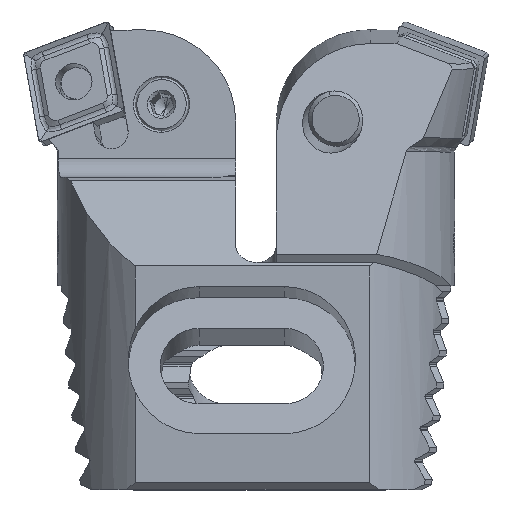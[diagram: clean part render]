
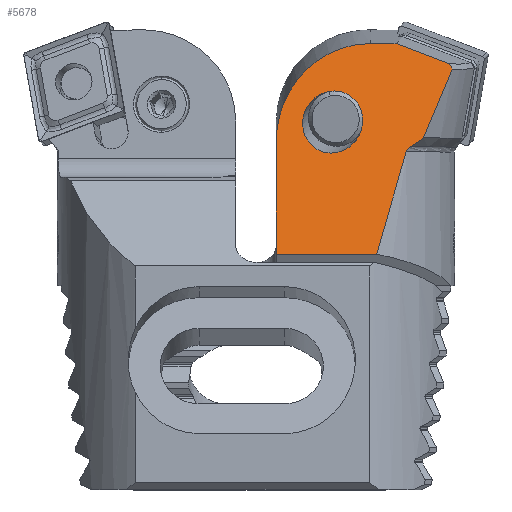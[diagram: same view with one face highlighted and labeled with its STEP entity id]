
A CAD part, top view. The second image highlights one B-rep face of the part: STEP entity #5678.
In plain terms, the highlighted face is planar.
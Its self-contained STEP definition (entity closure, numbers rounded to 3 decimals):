
#655 = CARTESIAN_POINT ( 'NONE',  ( 29.9, -16.74, -17.756 ) ) ;
#719 = CARTESIAN_POINT ( 'NONE',  ( 21.738, -9.572, -15.835 ) ) ;
#732 = CARTESIAN_POINT ( 'NONE',  ( 13.276, -9.572, -15.835 ) ) ;
#741 = CARTESIAN_POINT ( 'NONE',  ( 22.153, -18.326, -18.181 ) ) ;
#779 = CARTESIAN_POINT ( 'NONE',  ( 13.691, -18.326, -18.181 ) ) ;
#781 = CARTESIAN_POINT ( 'NONE',  ( 15.75, -32.579, -22. ) ) ;
#875 = ORIENTED_EDGE ( 'NONE', *, *, #1888, .T. ) ;
#877 = VERTEX_POINT ( 'NONE', #655 ) ;
#963 = PLANE ( 'NONE',  #7475 ) ;
#964 = LINE ( 'NONE', #9654, #5312 ) ;
#1055 = EDGE_CURVE ( 'NONE', #4024, #877, #3800, .T. ) ;
#1161 = DIRECTION ( 'NONE',  ( -1., 0., 0. ) ) ;
#1190 = EDGE_CURVE ( 'NONE', #9808, #9459, #9632, .T. ) ;
#1242 = CARTESIAN_POINT ( 'NONE',  ( 15.75, -32.579, -22. ) ) ;
#1251 = ORIENTED_EDGE ( 'NONE', *, *, #3789, .T. ) ;
#1375 = ORIENTED_EDGE ( 'NONE', *, *, #6833, .T. ) ;
#1440 = CARTESIAN_POINT ( 'NONE',  ( 10.396, -17.044, -17.838 ) ) ;
#1466 = VERTEX_POINT ( 'NONE', #3858 ) ;
#1726 = CARTESIAN_POINT ( 'NONE',  ( 5.528, -5.754, -14.812 ) ) ;
#1888 = EDGE_CURVE ( 'NONE', #9958, #6750, #10304, .T. ) ;
#1911 = VERTEX_POINT ( 'NONE', #1242 ) ;
#1958 = VECTOR ( 'NONE', #1161, 1000. ) ;
#1993 = CARTESIAN_POINT ( 'NONE',  ( 65., -2.884, -14.043 ) ) ;
#2036 = EDGE_LOOP ( 'NONE', ( #875, #2296, #4190, #3671, #1251, #7297, #7783, #9233, #3172, #1375 ) ) ;
#2172 = ORIENTED_EDGE ( 'NONE', *, *, #4072, .F. ) ;
#2174 = CARTESIAN_POINT ( 'NONE',  ( 5.089, -6.477, -15.006 ) ) ;
#2296 = ORIENTED_EDGE ( 'NONE', *, *, #9475, .T. ) ;
#2757 = EDGE_CURVE ( 'NONE', #4823, #4038, #10071, .T. ) ;
#3028 = CARTESIAN_POINT ( 'NONE',  ( 5.528, -5.754, -14.812 ) ) ;
#3172 = ORIENTED_EDGE ( 'NONE', *, *, #2757, .T. ) ;
#3253 = CARTESIAN_POINT ( 'NONE',  ( 11.579, -18.164, -18.138 ) ) ;
#3332 = CARTESIAN_POINT ( 'NONE',  ( 21.738, -9.572, -15.835 ) ) ;
#3411 = DIRECTION ( 'NONE',  ( 0., -0.259, 0.966 ) ) ;
#3671 = ORIENTED_EDGE ( 'NONE', *, *, #5797, .F. ) ;
#3789 = EDGE_CURVE ( 'NONE', #5048, #877, #8893, .T. ) ;
#3800 = LINE ( 'NONE', #8132, #10355 ) ;
#3858 = CARTESIAN_POINT ( 'NONE',  ( 22.153, -18.326, -18.181 ) ) ;
#3908 = CARTESIAN_POINT ( 'NONE',  ( 9.143, -16.197, -17.611 ) ) ;
#3957 = B_SPLINE_CURVE_WITH_KNOTS ( 'NONE', 3,
 ( #5003, #9923, #6654, #1726 ),
 .UNSPECIFIED., .F., .F.,
 ( 4, 4 ),
 ( 0., 1. ),
 .UNSPECIFIED. ) ;
#4024 = VERTEX_POINT ( 'NONE', #6488 ) ;
#4038 = VERTEX_POINT ( 'NONE', #6102 ) ;
#4072 = EDGE_CURVE ( 'NONE', #4139, #1466, #7095, .T. ) ;
#4128 = LINE ( 'NONE', #1993, #1958 ) ;
#4139 = VERTEX_POINT ( 'NONE', #3332 ) ;
#4190 = ORIENTED_EDGE ( 'NONE', *, *, #1190, .T. ) ;
#4195 = EDGE_CURVE ( 'NONE', #1466, #4139, #6157, .T. ) ;
#4260 = CARTESIAN_POINT ( 'NONE',  ( 57.925, 14.334, -9.43 ) ) ;
#4574 =( BOUNDED_CURVE ( )  B_SPLINE_CURVE ( 3, ( #781, #5715, #8195, #3253 ),
 .UNSPECIFIED., .F., .F. ) 
 B_SPLINE_CURVE_WITH_KNOTS ( ( 4, 4 ),
 ( 3.785, 3.992 ),
 .UNSPECIFIED. ) 
 CURVE ( )  GEOMETRIC_REPRESENTATION_ITEM ( )  RATIONAL_B_SPLINE_CURVE ( ( 1., 0.996, 0.996, 1. ) ) 
 REPRESENTATION_ITEM ( '' )  );
#4598 = CARTESIAN_POINT ( 'NONE',  ( 7.773, -13.219, -16.813 ) ) ;
#4675 = DIRECTION ( 'NONE',  ( -1., 0., 0. ) ) ;
#4679 = CARTESIAN_POINT ( 'NONE',  ( 5.089, -6.477, -15.006 ) ) ;
#4716 = CARTESIAN_POINT ( 'NONE',  ( 9.143, -16.197, -17.611 ) ) ;
#4823 = VERTEX_POINT ( 'NONE', #7066 ) ;
#4938 = DIRECTION ( 'NONE',  ( 0.929, 0.356, 0.095 ) ) ;
#4948 = CARTESIAN_POINT ( 'NONE',  ( 16.6, -2.884, -14.043 ) ) ;
#5003 = CARTESIAN_POINT ( 'NONE',  ( 5.089, -6.477, -15.006 ) ) ;
#5048 = VERTEX_POINT ( 'NONE', #4948 ) ;
#5056 = CARTESIAN_POINT ( 'NONE',  ( 65., -2.884, -14.043 ) ) ;
#5167 = FACE_OUTER_BOUND ( 'NONE', #2036, .T. ) ;
#5219 = VECTOR ( 'NONE', #4938, 1000. ) ;
#5291 = CARTESIAN_POINT ( 'NONE',  ( 6.421, -9.978, -15.944 ) ) ;
#5312 = VECTOR ( 'NONE', #4675, 1000. ) ;
#5327 = CARTESIAN_POINT ( 'NONE',  ( 11.03, -17.457, -17.948 ) ) ;
#5461 = CARTESIAN_POINT ( 'NONE',  ( 22.153, -18.326, -18.181 ) ) ;
#5493 = CARTESIAN_POINT ( 'NONE',  ( 30.615, -18.326, -18.181 ) ) ;
#5507 = CARTESIAN_POINT ( 'NONE',  ( 11.16, -17.542, -17.971 ) ) ;
#5550 = CARTESIAN_POINT ( 'NONE',  ( 11.277, -17.643, -17.998 ) ) ;
#5589 = CARTESIAN_POINT ( 'NONE',  ( 11.579, -18.164, -18.138 ) ) ;
#5604 = CARTESIAN_POINT ( 'NONE',  ( 11.544, -18.015, -18.098 ) ) ;
#5625 = CARTESIAN_POINT ( 'NONE',  ( 21.738, -9.572, -15.835 ) ) ;
#5630 = CARTESIAN_POINT ( 'NONE',  ( 11.469, -17.88, -18.061 ) ) ;
#5639 = CARTESIAN_POINT ( 'NONE',  ( 30.201, -9.572, -15.835 ) ) ;
#5678 = ADVANCED_FACE ( 'NONE', ( #9302, #5167 ), #963, .F. ) ;
#5715 = CARTESIAN_POINT ( 'NONE',  ( 14.229, -28.321, -20.859 ) ) ;
#5780 = CARTESIAN_POINT ( 'NONE',  ( 13.014, -2.884, -14.043 ) ) ;
#5797 = EDGE_CURVE ( 'NONE', #5048, #9459, #4128, .T. ) ;
#6102 = CARTESIAN_POINT ( 'NONE',  ( 11.03, -17.457, -17.948 ) ) ;
#6157 =( BOUNDED_CURVE ( )  B_SPLINE_CURVE ( 3, ( #741, #779, #732, #719 ),
 .UNSPECIFIED., .F., .F. ) 
 B_SPLINE_CURVE_WITH_KNOTS ( ( 4, 4 ),
 ( 3.432, 6.573 ),
 .UNSPECIFIED. ) 
 CURVE ( )  GEOMETRIC_REPRESENTATION_ITEM ( )  RATIONAL_B_SPLINE_CURVE ( ( 1., 0.333, 0.333, 1. ) ) 
 REPRESENTATION_ITEM ( '' )  );
#6404 = EDGE_LOOP ( 'NONE', ( #9250, #2172 ) ) ;
#6488 = CARTESIAN_POINT ( 'NONE',  ( 29.9, -32.579, -22. ) ) ;
#6569 = CARTESIAN_POINT ( 'NONE',  ( 9.143, -16.197, -17.611 ) ) ;
#6654 = CARTESIAN_POINT ( 'NONE',  ( 5.382, -5.995, -14.877 ) ) ;
#6750 = VERTEX_POINT ( 'NONE', #2174 ) ;
#6833 = EDGE_CURVE ( 'NONE', #4038, #9958, #7520, .T. ) ;
#7066 = CARTESIAN_POINT ( 'NONE',  ( 11.579, -18.164, -18.138 ) ) ;
#7095 =( BOUNDED_CURVE ( )  B_SPLINE_CURVE ( 3, ( #5625, #5639, #5493, #5461 ),
 .UNSPECIFIED., .F., .F. ) 
 B_SPLINE_CURVE_WITH_KNOTS ( ( 4, 4 ),
 ( 0.29, 3.432 ),
 .UNSPECIFIED. ) 
 CURVE ( )  GEOMETRIC_REPRESENTATION_ITEM ( )  RATIONAL_B_SPLINE_CURVE ( ( 1., 0.333, 0.333, 1. ) ) 
 REPRESENTATION_ITEM ( '' )  );
#7297 = ORIENTED_EDGE ( 'NONE', *, *, #1055, .F. ) ;
#7469 = DIRECTION ( 'NONE',  ( 0., 0.966, 0.259 ) ) ;
#7475 = AXIS2_PLACEMENT_3D ( 'NONE', #5056, #3411, #9200 ) ;
#7520 = B_SPLINE_CURVE_WITH_KNOTS ( 'NONE', 3,
 ( #8831, #1440, #8866, #3908 ),
 .UNSPECIFIED., .F., .F.,
 ( 4, 4 ),
 ( 0.001, 0.003 ),
 .UNSPECIFIED. ) ;
#7783 = ORIENTED_EDGE ( 'NONE', *, *, #8627, .T. ) ;
#8132 = CARTESIAN_POINT ( 'NONE',  ( 29.9, -32.579, -22. ) ) ;
#8195 = CARTESIAN_POINT ( 'NONE',  ( 12.834, -23.499, -19.567 ) ) ;
#8627 = EDGE_CURVE ( 'NONE', #4024, #1911, #964, .T. ) ;
#8831 = CARTESIAN_POINT ( 'NONE',  ( 11.03, -17.457, -17.948 ) ) ;
#8866 = CARTESIAN_POINT ( 'NONE',  ( 9.767, -16.624, -17.725 ) ) ;
#8893 =( BOUNDED_CURVE ( )  B_SPLINE_CURVE ( 3, ( #10212, #10233, #10166, #10154 ),
 .UNSPECIFIED., .F., .T. ) 
 B_SPLINE_CURVE_WITH_KNOTS ( ( 4, 4 ),
 ( 3.142, 4.712 ),
 .UNSPECIFIED. ) 
 CURVE ( )  GEOMETRIC_REPRESENTATION_ITEM ( )  RATIONAL_B_SPLINE_CURVE ( ( 1., 0.805, 0.805, 1. ) ) 
 REPRESENTATION_ITEM ( '' )  );
#9200 = DIRECTION ( 'NONE',  ( 0., -0.966, -0.259 ) ) ;
#9233 = ORIENTED_EDGE ( 'NONE', *, *, #9931, .T. ) ;
#9250 = ORIENTED_EDGE ( 'NONE', *, *, #4195, .F. ) ;
#9302 = FACE_BOUND ( 'NONE', #6404, .T. ) ;
#9459 = VERTEX_POINT ( 'NONE', #5780 ) ;
#9475 = EDGE_CURVE ( 'NONE', #6750, #9808, #3957, .T. ) ;
#9632 = LINE ( 'NONE', #4260, #5219 ) ;
#9654 = CARTESIAN_POINT ( 'NONE',  ( 65., -32.579, -22. ) ) ;
#9808 = VERTEX_POINT ( 'NONE', #3028 ) ;
#9923 = CARTESIAN_POINT ( 'NONE',  ( 5.236, -6.236, -14.941 ) ) ;
#9931 = EDGE_CURVE ( 'NONE', #1911, #4823, #4574, .T. ) ;
#9958 = VERTEX_POINT ( 'NONE', #6569 ) ;
#10071 = B_SPLINE_CURVE_WITH_KNOTS ( 'NONE', 3,
 ( #5589, #5604, #5630, #5550, #5507, #5327 ),
 .UNSPECIFIED., .F., .F.,
 ( 4, 2, 4 ),
 ( 0., 0., 0.001 ),
 .UNSPECIFIED. ) ;
#10154 = CARTESIAN_POINT ( 'NONE',  ( 29.9, -16.74, -17.756 ) ) ;
#10166 = CARTESIAN_POINT ( 'NONE',  ( 29.9, -8.623, -15.581 ) ) ;
#10212 = CARTESIAN_POINT ( 'NONE',  ( 16.6, -2.884, -14.043 ) ) ;
#10233 = CARTESIAN_POINT ( 'NONE',  ( 24.391, -2.884, -14.043 ) ) ;
#10304 =( BOUNDED_CURVE ( )  B_SPLINE_CURVE ( 3, ( #4716, #4598, #5291, #4679 ),
 .UNSPECIFIED., .F., .F. ) 
 B_SPLINE_CURVE_WITH_KNOTS ( ( 4, 4 ),
 ( 3.504, 3.571 ),
 .UNSPECIFIED. ) 
 CURVE ( )  GEOMETRIC_REPRESENTATION_ITEM ( )  RATIONAL_B_SPLINE_CURVE ( ( 1., 1., 1., 1. ) ) 
 REPRESENTATION_ITEM ( '' )  );
#10355 = VECTOR ( 'NONE', #7469, 1000. ) ;
